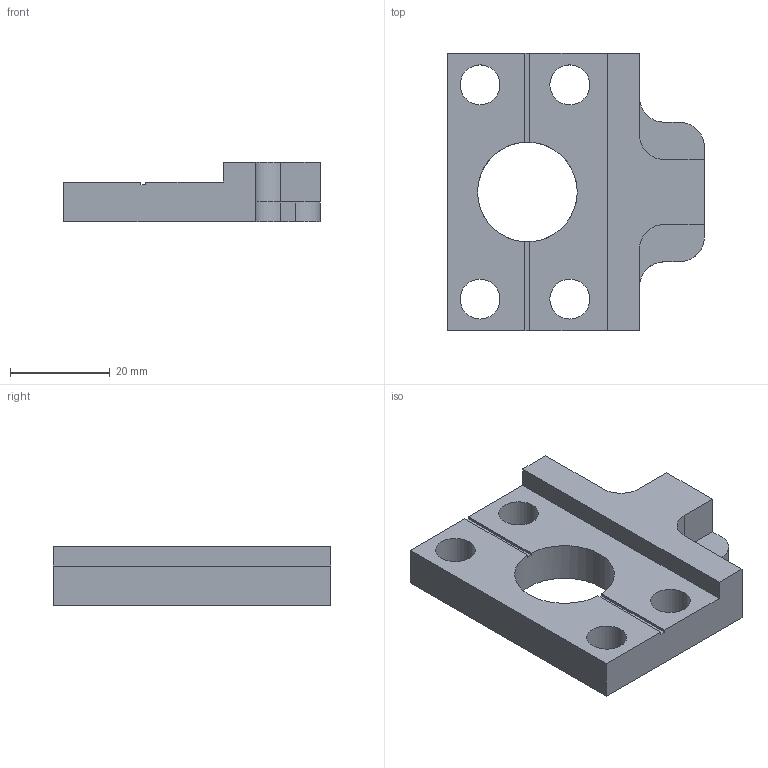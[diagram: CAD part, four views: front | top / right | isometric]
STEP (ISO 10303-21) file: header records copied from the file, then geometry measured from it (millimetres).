
FILE_DESCRIPTION(/* description */ (''),/* implementation_level */ '2;1');
FILE_NAME(/* name */ 'tendeur PC v1.step',/* time_stamp */ '2020-09-21T11:45:01+02:00',/* author */ (''),/* organization */ (''),/* preprocessor_version */ 'ST-DEVELOPER v18.1',/* originating_system */ 'Autodesk Translation Framework v9.3.0.1241',/* authorisation */ '');
FILE_SCHEMA (('AUTOMOTIVE_DESIGN { 1 0 10303 214 3 1 1 }'));
Length unit declared in the file: millimetre
Products named in the file (1): tendeur PC
Bounding box: 51.5 x 55.7 x 12 mm (x, y, z)
Volume: 17358 mm3; surface area: 7575.2 mm2
Topology: 1 solids, 1 shells, 34 faces, 99 edges, 66 vertices
Faces by surface type: plane 23, cylinder 11
Full cylindrical faces by diameter (mm): 8 x4, 20 x1
Entity records: 1182 total; most frequent: CARTESIAN_POINT 200, ORIENTED_EDGE 198, DIRECTION 195, EDGE_CURVE 99, LINE 73, VECTOR 73, VERTEX_POINT 66, AXIS2_PLACEMENT_3D 61
